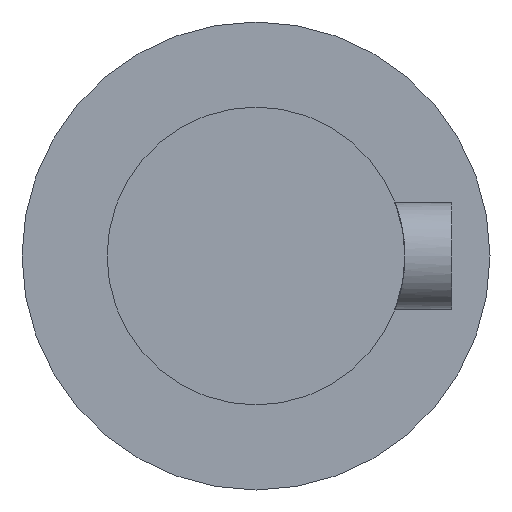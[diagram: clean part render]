
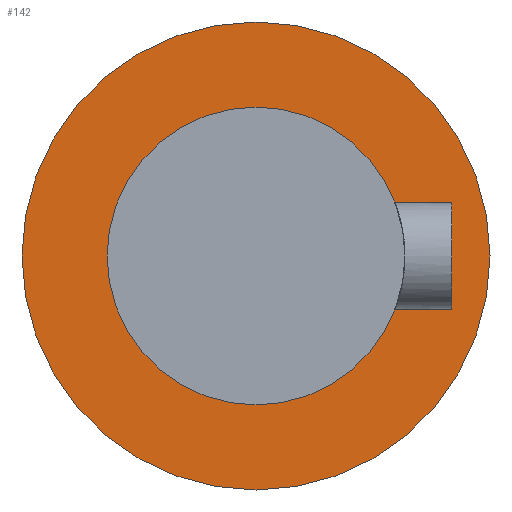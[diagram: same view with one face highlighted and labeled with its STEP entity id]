
A CAD part, front view. The second image highlights one B-rep face of the part: STEP entity #142.
In plain terms, the highlighted planar face has unit normal (0, -1, 0).
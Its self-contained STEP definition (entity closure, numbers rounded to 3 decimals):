
#8 = EDGE_CURVE ( 'NONE', #181, #446, #600, .T. ) ;
#31 = DIRECTION ( 'NONE',  ( 0., 1., 0. ) ) ;
#36 = CARTESIAN_POINT ( 'NONE',  ( 0., 19., 0. ) ) ;
#51 = ORIENTED_EDGE ( 'NONE', *, *, #8, .T. ) ;
#59 = DIRECTION ( 'NONE',  ( 0., 0., 1. ) ) ;
#73 = VERTEX_POINT ( 'NONE', #585 ) ;
#136 = CARTESIAN_POINT ( 'NONE',  ( 0., 19., 0. ) ) ;
#137 = AXIS2_PLACEMENT_3D ( 'NONE', #36, #273, #601 ) ;
#142 = ADVANCED_FACE ( 'NONE', ( #295, #249 ), #293, .F. ) ;
#151 = CIRCLE ( 'NONE', #473, 11. ) ;
#161 = ORIENTED_EDGE ( 'NONE', *, *, #269, .F. ) ;
#181 = VERTEX_POINT ( 'NONE', #409 ) ;
#182 = DIRECTION ( 'NONE',  ( 0., 1., 0. ) ) ;
#192 = DIRECTION ( 'NONE',  ( 0., 0., 1. ) ) ;
#245 = DIRECTION ( 'NONE',  ( 0., 1., 0. ) ) ;
#249 = FACE_OUTER_BOUND ( 'NONE', #340, .T. ) ;
#257 = CIRCLE ( 'NONE', #346, 11. ) ;
#269 = EDGE_CURVE ( 'NONE', #708, #73, #151, .T. ) ;
#273 = DIRECTION ( 'NONE',  ( 0., 1., 0. ) ) ;
#284 = CARTESIAN_POINT ( 'NONE',  ( 0., 19., 7. ) ) ;
#293 = PLANE ( 'NONE',  #688 ) ;
#295 = FACE_BOUND ( 'NONE', #564, .T. ) ;
#321 = DIRECTION ( 'NONE',  ( 0., 0., 1. ) ) ;
#335 = AXIS2_PLACEMENT_3D ( 'NONE', #506, #343, #59 ) ;
#340 = EDGE_LOOP ( 'NONE', ( #656, #161 ) ) ;
#343 = DIRECTION ( 'NONE',  ( 0., 1., 0. ) ) ;
#346 = AXIS2_PLACEMENT_3D ( 'NONE', #469, #182, #192 ) ;
#367 = EDGE_CURVE ( 'NONE', #446, #181, #411, .T. ) ;
#368 = CARTESIAN_POINT ( 'NONE',  ( 0., 19., 0. ) ) ;
#381 = CARTESIAN_POINT ( 'NONE',  ( 0., 19., 11. ) ) ;
#409 = CARTESIAN_POINT ( 'NONE',  ( 0., 19., -7. ) ) ;
#411 = CIRCLE ( 'NONE', #137, 7. ) ;
#446 = VERTEX_POINT ( 'NONE', #284 ) ;
#469 = CARTESIAN_POINT ( 'NONE',  ( 0., 19., 0. ) ) ;
#473 = AXIS2_PLACEMENT_3D ( 'NONE', #136, #31, #321 ) ;
#506 = CARTESIAN_POINT ( 'NONE',  ( 0., 19., 0. ) ) ;
#564 = EDGE_LOOP ( 'NONE', ( #51, #678 ) ) ;
#567 = EDGE_CURVE ( 'NONE', #73, #708, #257, .T. ) ;
#585 = CARTESIAN_POINT ( 'NONE',  ( 0., 19., -11. ) ) ;
#600 = CIRCLE ( 'NONE', #335, 7. ) ;
#601 = DIRECTION ( 'NONE',  ( 0., 0., 1. ) ) ;
#650 = DIRECTION ( 'NONE',  ( 0., 0., 1. ) ) ;
#656 = ORIENTED_EDGE ( 'NONE', *, *, #567, .F. ) ;
#678 = ORIENTED_EDGE ( 'NONE', *, *, #367, .T. ) ;
#688 = AXIS2_PLACEMENT_3D ( 'NONE', #368, #245, #650 ) ;
#708 = VERTEX_POINT ( 'NONE', #381 ) ;
